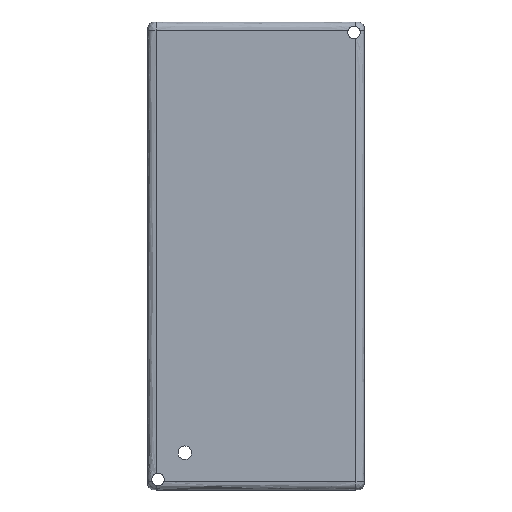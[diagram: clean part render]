
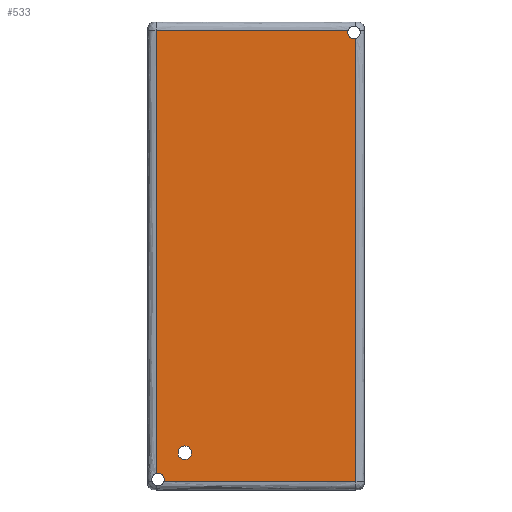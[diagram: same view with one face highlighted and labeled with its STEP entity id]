
A CAD part, front view. The second image highlights one B-rep face of the part: STEP entity #533.
In plain terms, the highlighted planar face has unit normal (0, -1, 0).
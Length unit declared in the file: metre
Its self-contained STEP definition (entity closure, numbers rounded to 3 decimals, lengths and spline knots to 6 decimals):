
#26=CIRCLE('',#577,0.001588);
#30=CIRCLE('',#584,0.00147);
#31=CIRCLE('',#585,0.00147);
#116=ORIENTED_EDGE('',*,*,#276,.T.);
#117=ORIENTED_EDGE('',*,*,#277,.T.);
#118=ORIENTED_EDGE('',*,*,#278,.T.);
#119=ORIENTED_EDGE('',*,*,#279,.T.);
#120=ORIENTED_EDGE('',*,*,#280,.T.);
#121=ORIENTED_EDGE('',*,*,#281,.T.);
#122=ORIENTED_EDGE('',*,*,#268,.T.);
#268=EDGE_CURVE('',#348,#348,#26,.T.);
#276=EDGE_CURVE('',#356,#357,#396,.T.);
#277=EDGE_CURVE('',#357,#358,#30,.T.);
#278=EDGE_CURVE('',#358,#359,#397,.T.);
#279=EDGE_CURVE('',#359,#360,#398,.T.);
#280=EDGE_CURVE('',#360,#361,#31,.T.);
#281=EDGE_CURVE('',#361,#356,#399,.T.);
#348=VERTEX_POINT('',#763);
#356=VERTEX_POINT('',#794);
#357=VERTEX_POINT('',#795);
#358=VERTEX_POINT('',#797);
#359=VERTEX_POINT('',#802);
#360=VERTEX_POINT('',#807);
#361=VERTEX_POINT('',#809);
#396=B_SPLINE_CURVE_WITH_KNOTS('',3,(#790,#791,#792,#793),.UNSPECIFIED.,
 .F.,.F.,(4,4),(0.,0.982426),.UNSPECIFIED.);
#397=B_SPLINE_CURVE_WITH_KNOTS('',3,(#798,#799,#800,#801),.UNSPECIFIED.,
 .F.,.F.,(4,4),(0.039635,1.),.UNSPECIFIED.);
#398=B_SPLINE_CURVE_WITH_KNOTS('',3,(#803,#804,#805,#806),.UNSPECIFIED.,
 .F.,.F.,(4,4),(0.,0.982426),.UNSPECIFIED.);
#399=B_SPLINE_CURVE_WITH_KNOTS('',3,(#810,#811,#812,#813),.UNSPECIFIED.,
 .F.,.F.,(4,4),(0.039635,1.),.UNSPECIFIED.);
#436=EDGE_LOOP('',(#116,#117,#118,#119,#120,#121));
#437=EDGE_LOOP('',(#122));
#478=FACE_BOUND('',#436,.T.);
#479=FACE_BOUND('',#437,.T.);
#516=PLANE('',#583);
#533=ADVANCED_FACE('',(#478,#479),#516,.F.);
#577=AXIS2_PLACEMENT_3D('',#762,#617,#618);
#583=AXIS2_PLACEMENT_3D('',#789,#630,#631);
#584=AXIS2_PLACEMENT_3D('',#796,#632,#633);
#585=AXIS2_PLACEMENT_3D('',#808,#634,#635);
#617=DIRECTION('',(0.,1.,0.));
#618=DIRECTION('',(1.,0.,0.));
#630=DIRECTION('',(0.,1.,0.));
#631=DIRECTION('',(1.,0.,0.));
#632=DIRECTION('',(0.,1.,0.));
#633=DIRECTION('',(1.,0.,0.));
#634=DIRECTION('',(0.,1.,0.));
#635=DIRECTION('',(1.,0.,0.));
#762=CARTESIAN_POINT('',(-0.038238,-0.004,-0.097238));
#763=CARTESIAN_POINT('',(-0.03665,-0.004,-0.097238));
#789=CARTESIAN_POINT('',(-0.0215,-0.004,-0.051));
#790=CARTESIAN_POINT('',(0.002,-0.004,-0.104));
#791=CARTESIAN_POINT('',(0.002,-0.004,-0.069288));
#792=CARTESIAN_POINT('',(0.002,-0.004,-0.034575));
#793=CARTESIAN_POINT('',(0.002,-0.004,0.000137));
#794=CARTESIAN_POINT('',(0.002,-0.004,-0.104));
#795=CARTESIAN_POINT('',(0.002,-0.004,0.000137));
#796=CARTESIAN_POINT('',(0.00153,-0.004,0.00153));
#797=CARTESIAN_POINT('',(0.000137,-0.004,0.002));
#798=CARTESIAN_POINT('',(0.000137,-0.004,0.002));
#799=CARTESIAN_POINT('',(-0.014909,-0.004,0.002));
#800=CARTESIAN_POINT('',(-0.029954,-0.004,0.002));
#801=CARTESIAN_POINT('',(-0.045,-0.004,0.002));
#802=CARTESIAN_POINT('',(-0.045,-0.004,0.002));
#803=CARTESIAN_POINT('',(-0.045,-0.004,0.002));
#804=CARTESIAN_POINT('',(-0.045,-0.004,-0.032712));
#805=CARTESIAN_POINT('',(-0.045,-0.004,-0.067425));
#806=CARTESIAN_POINT('',(-0.045,-0.004,-0.102137));
#807=CARTESIAN_POINT('',(-0.045,-0.004,-0.102137));
#808=CARTESIAN_POINT('',(-0.04453,-0.004,-0.10353));
#809=CARTESIAN_POINT('',(-0.043137,-0.004,-0.104));
#810=CARTESIAN_POINT('',(-0.043137,-0.004,-0.104));
#811=CARTESIAN_POINT('',(-0.028091,-0.004,-0.104));
#812=CARTESIAN_POINT('',(-0.013046,-0.004,-0.104));
#813=CARTESIAN_POINT('',(0.002,-0.004,-0.104));
